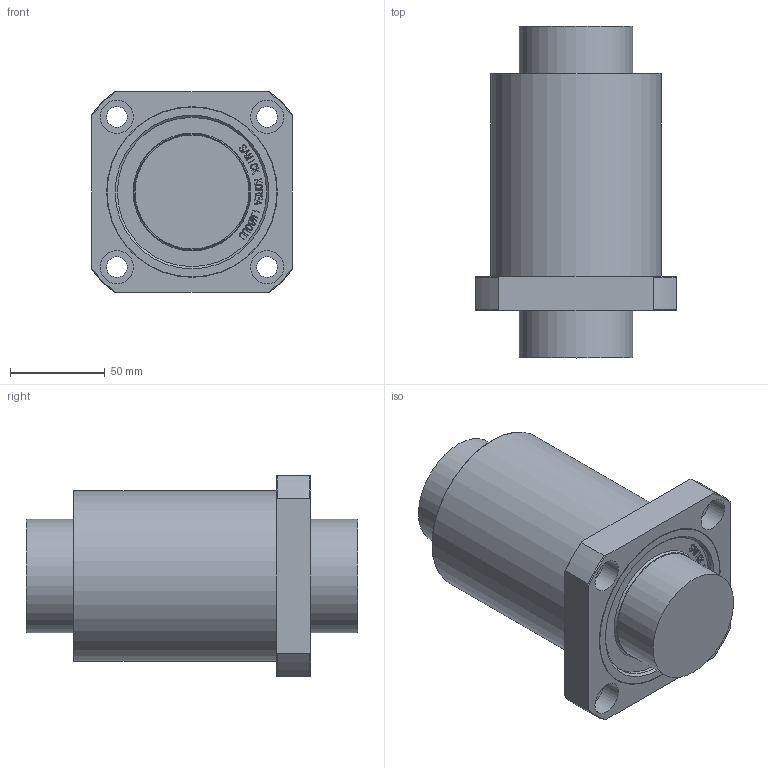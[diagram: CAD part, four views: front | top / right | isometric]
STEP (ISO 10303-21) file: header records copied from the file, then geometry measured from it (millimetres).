
FILE_DESCRIPTION((''),'2;1');
FILE_NAME('LMEK60UU.stp','2013-02-05T20:15:25',('user2'),(''),'Autodesk Inventor 2012','Autodesk Inventor 2012','');
FILE_SCHEMA(('AUTOMOTIVE_DESIGN { 1 0 10303 214 1 1 1 1 }'));
Length unit declared in the file: millimetre
Products named in the file (1): LMEK60UU
Bounding box: 106 x 175 x 106 mm (x, y, z)
Volume: 994266.1 mm3; surface area: 73556.6 mm2
Topology: 1 solids, 1 shells, 858 faces, 2392 edges, 1594 vertices
Faces by surface type: bspline 600, plane 226, cylinder 18, cone 12, torus 2
Full cylindrical faces by diameter (mm): 11 x4, 17.5 x4, 60 x2, 78.7 x2, 90 x2
Entity records: 28883 total; most frequent: CARTESIAN_POINT 10253, ORIENTED_EDGE 4740, EDGE_CURVE 2370, DIRECTION 1724, VERTEX_POINT 1592, QUASI_UNIFORM_CURVE 1200, VECTOR 1102, LINE 1102
